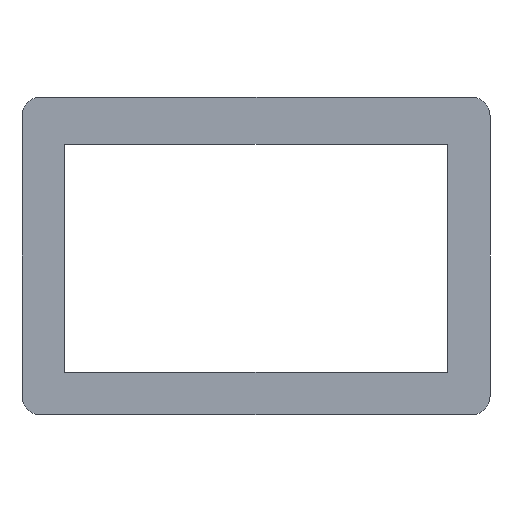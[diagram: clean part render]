
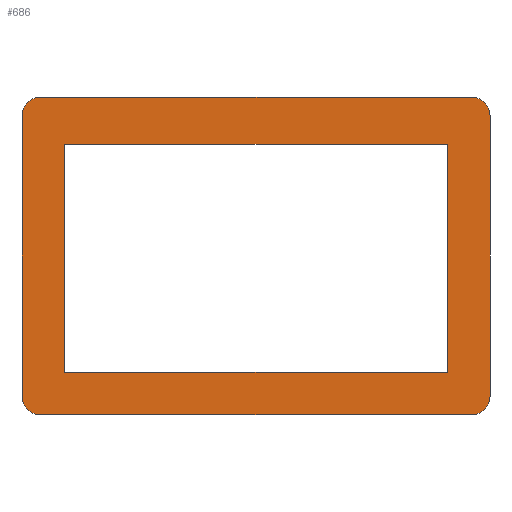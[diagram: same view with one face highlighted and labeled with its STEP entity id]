
A CAD part, front view. The second image highlights one B-rep face of the part: STEP entity #686.
In plain terms, the highlighted planar face has unit normal (0, -1, 0).
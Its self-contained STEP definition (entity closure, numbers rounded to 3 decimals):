
#17=FACE_BOUND('',#117,.T.);
#32=CIRCLE('',#743,8.);
#33=CIRCLE('',#746,8.);
#34=CIRCLE('',#749,8.);
#35=CIRCLE('',#752,8.);
#79=FACE_OUTER_BOUND('',#116,.T.);
#116=EDGE_LOOP('',(#614,#615,#616,#617,#618,#619,#620,#621));
#117=EDGE_LOOP('',(#622,#623,#624,#625));
#137=LINE('',#1001,#215);
#161=LINE('',#1051,#239);
#164=LINE('',#1056,#242);
#166=LINE('',#1060,#244);
#168=LINE('',#1063,#246);
#188=LINE('',#1115,#266);
#191=LINE('',#1123,#269);
#194=LINE('',#1131,#272);
#215=VECTOR('',#805,10.);
#239=VECTOR('',#841,10.);
#242=VECTOR('',#846,10.);
#244=VECTOR('',#850,10.);
#246=VECTOR('',#854,10.);
#266=VECTOR('',#914,10.);
#269=VECTOR('',#923,10.);
#272=VECTOR('',#932,10.);
#298=VERTEX_POINT('',#998);
#299=VERTEX_POINT('',#1000);
#318=VERTEX_POINT('',#1049);
#319=VERTEX_POINT('',#1050);
#320=VERTEX_POINT('',#1055);
#321=VERTEX_POINT('',#1059);
#332=VERTEX_POINT('',#1110);
#333=VERTEX_POINT('',#1114);
#334=VERTEX_POINT('',#1118);
#335=VERTEX_POINT('',#1122);
#336=VERTEX_POINT('',#1126);
#337=VERTEX_POINT('',#1130);
#367=EDGE_CURVE('',#299,#298,#137,.T.);
#391=EDGE_CURVE('',#318,#319,#161,.T.);
#394=EDGE_CURVE('',#320,#318,#164,.T.);
#396=EDGE_CURVE('',#321,#320,#166,.T.);
#398=EDGE_CURVE('',#319,#321,#168,.T.);
#421=EDGE_CURVE('',#332,#298,#32,.T.);
#423=EDGE_CURVE('',#332,#333,#188,.T.);
#425=EDGE_CURVE('',#334,#333,#33,.T.);
#427=EDGE_CURVE('',#334,#335,#191,.T.);
#429=EDGE_CURVE('',#336,#335,#34,.T.);
#431=EDGE_CURVE('',#336,#337,#194,.T.);
#433=EDGE_CURVE('',#299,#337,#35,.T.);
#614=ORIENTED_EDGE('',*,*,#433,.F.);
#615=ORIENTED_EDGE('',*,*,#367,.T.);
#616=ORIENTED_EDGE('',*,*,#421,.F.);
#617=ORIENTED_EDGE('',*,*,#423,.T.);
#618=ORIENTED_EDGE('',*,*,#425,.F.);
#619=ORIENTED_EDGE('',*,*,#427,.T.);
#620=ORIENTED_EDGE('',*,*,#429,.F.);
#621=ORIENTED_EDGE('',*,*,#431,.T.);
#622=ORIENTED_EDGE('',*,*,#398,.F.);
#623=ORIENTED_EDGE('',*,*,#391,.F.);
#624=ORIENTED_EDGE('',*,*,#394,.F.);
#625=ORIENTED_EDGE('',*,*,#396,.F.);
#651=PLANE('',#753);
#686=ADVANCED_FACE('',(#79,#17),#651,.F.);
#743=AXIS2_PLACEMENT_3D('',#1111,#909,#910);
#746=AXIS2_PLACEMENT_3D('',#1119,#918,#919);
#749=AXIS2_PLACEMENT_3D('',#1127,#927,#928);
#752=AXIS2_PLACEMENT_3D('',#1134,#936,#937);
#753=AXIS2_PLACEMENT_3D('',#1135,#938,#939);
#805=DIRECTION('',(-1.,0.,0.));
#841=DIRECTION('',(-1.,0.,0.));
#846=DIRECTION('',(0.,0.,1.));
#850=DIRECTION('',(1.,0.,0.));
#854=DIRECTION('',(0.,0.,-1.));
#909=DIRECTION('center_axis',(0.,1.,0.));
#910=DIRECTION('ref_axis',(-1.,0.,0.));
#914=DIRECTION('',(0.,0.,-1.));
#918=DIRECTION('center_axis',(0.,1.,0.));
#919=DIRECTION('ref_axis',(0.,0.,-1.));
#923=DIRECTION('',(1.,0.,0.));
#927=DIRECTION('center_axis',(0.,1.,0.));
#928=DIRECTION('ref_axis',(1.,0.,0.));
#932=DIRECTION('',(0.,0.,1.));
#936=DIRECTION('center_axis',(0.,1.,0.));
#937=DIRECTION('ref_axis',(0.,0.,1.));
#938=DIRECTION('center_axis',(0.,1.,0.));
#939=DIRECTION('ref_axis',(1.,0.,0.));
#998=CARTESIAN_POINT('',(-90.85,0.,71.186));
#1000=CARTESIAN_POINT('',(90.85,0.,71.186));
#1001=CARTESIAN_POINT('',(90.85,0.,71.186));
#1049=CARTESIAN_POINT('',(80.85,0.,51.286));
#1050=CARTESIAN_POINT('',(-80.85,0.,51.286));
#1051=CARTESIAN_POINT('',(-80.85,0.,51.286));
#1055=CARTESIAN_POINT('',(80.85,0.,-45.114));
#1056=CARTESIAN_POINT('',(80.85,0.,-45.114));
#1059=CARTESIAN_POINT('',(-80.85,0.,-45.114));
#1060=CARTESIAN_POINT('',(-80.85,0.,-45.114));
#1063=CARTESIAN_POINT('',(-80.85,0.,53.186));
#1110=CARTESIAN_POINT('',(-98.85,0.,63.186));
#1111=CARTESIAN_POINT('Origin',(-90.85,0.,63.186));
#1114=CARTESIAN_POINT('',(-98.85,0.,-55.114));
#1115=CARTESIAN_POINT('',(-98.85,0.,63.186));
#1118=CARTESIAN_POINT('',(-90.85,0.,-63.114));
#1119=CARTESIAN_POINT('Origin',(-90.85,0.,-55.114));
#1122=CARTESIAN_POINT('',(90.85,0.,-63.114));
#1123=CARTESIAN_POINT('',(-90.85,0.,-63.114));
#1126=CARTESIAN_POINT('',(98.85,0.,-55.114));
#1127=CARTESIAN_POINT('Origin',(90.85,0.,-55.114));
#1130=CARTESIAN_POINT('',(98.85,0.,63.186));
#1131=CARTESIAN_POINT('',(98.85,0.,-55.114));
#1134=CARTESIAN_POINT('Origin',(90.85,0.,63.186));
#1135=CARTESIAN_POINT('Origin',(0.,0.,4.036));
